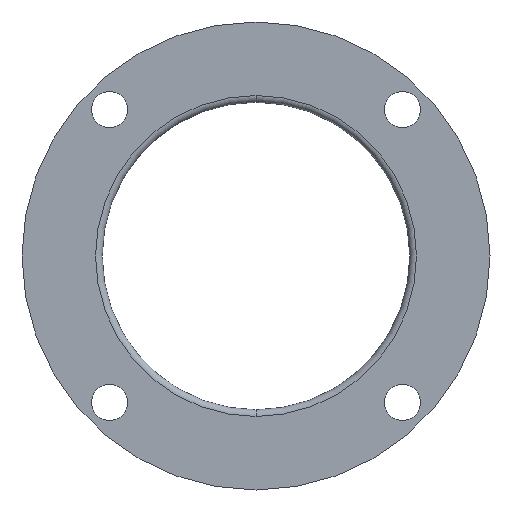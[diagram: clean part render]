
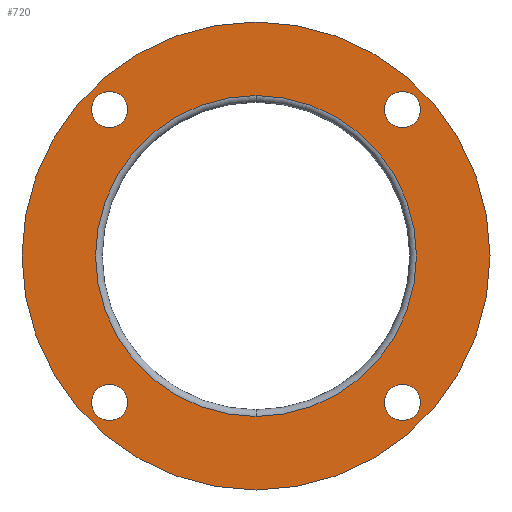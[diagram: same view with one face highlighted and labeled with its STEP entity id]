
A CAD part, front view. The second image highlights one B-rep face of the part: STEP entity #720.
In plain terms, the highlighted planar face has unit normal (0, -1, 0).
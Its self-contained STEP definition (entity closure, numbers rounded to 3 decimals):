
#8 = AXIS2_PLACEMENT_3D ( 'NONE', #148, #206, #21 ) ;
#18 = CARTESIAN_POINT ( 'NONE',  ( -54.75, -10.5, 54.75 ) ) ;
#21 = DIRECTION ( 'NONE',  ( 0., 0., 1. ) ) ;
#24 = CARTESIAN_POINT ( 'NONE',  ( 54.75, -10.5, 61.5 ) ) ;
#25 = ORIENTED_EDGE ( 'NONE', *, *, #361, .F. ) ;
#27 = EDGE_LOOP ( 'NONE', ( #297, #486 ) ) ;
#32 = DIRECTION ( 'NONE',  ( 0., 1., 0. ) ) ;
#34 = EDGE_CURVE ( 'NONE', #158, #458, #619, .T. ) ;
#35 = AXIS2_PLACEMENT_3D ( 'NONE', #316, #269, #671 ) ;
#45 = CIRCLE ( 'NONE', #527, 87.5 ) ;
#61 = EDGE_LOOP ( 'NONE', ( #702, #409 ) ) ;
#63 = CARTESIAN_POINT ( 'NONE',  ( -54.75, -10.5, 48. ) ) ;
#65 = CARTESIAN_POINT ( 'NONE',  ( 0., -10.5, 87.5 ) ) ;
#74 = DIRECTION ( 'NONE',  ( 0., 1., 0. ) ) ;
#76 = EDGE_CURVE ( 'NONE', #291, #321, #523, .T. ) ;
#80 = AXIS2_PLACEMENT_3D ( 'NONE', #528, #473, #592 ) ;
#87 = CARTESIAN_POINT ( 'NONE',  ( 54.75, -10.5, -61.5 ) ) ;
#122 = CIRCLE ( 'NONE', #519, 60. ) ;
#125 = EDGE_CURVE ( 'NONE', #457, #637, #237, .T. ) ;
#126 = VERTEX_POINT ( 'NONE', #532 ) ;
#141 = EDGE_CURVE ( 'NONE', #217, #242, #330, .T. ) ;
#144 = DIRECTION ( 'NONE',  ( 0., 0., 1. ) ) ;
#146 = DIRECTION ( 'NONE',  ( 0., 0., 1. ) ) ;
#147 = EDGE_CURVE ( 'NONE', #321, #291, #211, .T. ) ;
#148 = CARTESIAN_POINT ( 'NONE',  ( 54.75, -10.5, -54.75 ) ) ;
#150 = EDGE_LOOP ( 'NONE', ( #617, #216 ) ) ;
#158 = VERTEX_POINT ( 'NONE', #355 ) ;
#189 = VERTEX_POINT ( 'NONE', #203 ) ;
#195 = EDGE_CURVE ( 'NONE', #288, #126, #122, .T. ) ;
#197 = FACE_OUTER_BOUND ( 'NONE', #709, .T. ) ;
#200 = ORIENTED_EDGE ( 'NONE', *, *, #147, .T. ) ;
#203 = CARTESIAN_POINT ( 'NONE',  ( 0., -10.5, -87.5 ) ) ;
#204 = CIRCLE ( 'NONE', #270, 60. ) ;
#206 = DIRECTION ( 'NONE',  ( 0., 1., 0. ) ) ;
#211 = CIRCLE ( 'NONE', #438, 6.75 ) ;
#216 = ORIENTED_EDGE ( 'NONE', *, *, #395, .T. ) ;
#217 = VERTEX_POINT ( 'NONE', #440 ) ;
#224 = AXIS2_PLACEMENT_3D ( 'NONE', #470, #339, #479 ) ;
#226 = PLANE ( 'NONE',  #475 ) ;
#227 = CARTESIAN_POINT ( 'NONE',  ( -54.75, -10.5, -48. ) ) ;
#232 = CARTESIAN_POINT ( 'NONE',  ( 0., -10.5, 0. ) ) ;
#237 = CIRCLE ( 'NONE', #259, 6.75 ) ;
#242 = VERTEX_POINT ( 'NONE', #63 ) ;
#253 = CARTESIAN_POINT ( 'NONE',  ( 0., -10.5, 0. ) ) ;
#259 = AXIS2_PLACEMENT_3D ( 'NONE', #630, #513, #146 ) ;
#269 = DIRECTION ( 'NONE',  ( 0., 1., 0. ) ) ;
#270 = AXIS2_PLACEMENT_3D ( 'NONE', #701, #692, #508 ) ;
#277 = CARTESIAN_POINT ( 'NONE',  ( 0., -10.5, -60. ) ) ;
#280 = DIRECTION ( 'NONE',  ( 0., 0., 1. ) ) ;
#282 = DIRECTION ( 'NONE',  ( 0., 0., 1. ) ) ;
#284 = CARTESIAN_POINT ( 'NONE',  ( -54.75, -10.5, -54.75 ) ) ;
#288 = VERTEX_POINT ( 'NONE', #277 ) ;
#291 = VERTEX_POINT ( 'NONE', #691 ) ;
#297 = ORIENTED_EDGE ( 'NONE', *, *, #690, .T. ) ;
#316 = CARTESIAN_POINT ( 'NONE',  ( 54.75, -10.5, -54.75 ) ) ;
#319 = CARTESIAN_POINT ( 'NONE',  ( -54.75, -10.5, 54.75 ) ) ;
#321 = VERTEX_POINT ( 'NONE', #227 ) ;
#330 = CIRCLE ( 'NONE', #401, 6.75 ) ;
#339 = DIRECTION ( 'NONE',  ( 0., 1., 0. ) ) ;
#353 = AXIS2_PLACEMENT_3D ( 'NONE', #18, #32, #282 ) ;
#355 = CARTESIAN_POINT ( 'NONE',  ( 54.75, -10.5, -48. ) ) ;
#357 = DIRECTION ( 'NONE',  ( 0., 0., 1. ) ) ;
#359 = DIRECTION ( 'NONE',  ( 0., 1., 0. ) ) ;
#361 = EDGE_CURVE ( 'NONE', #189, #496, #596, .T. ) ;
#364 = FACE_BOUND ( 'NONE', #541, .T. ) ;
#365 = FACE_BOUND ( 'NONE', #27, .T. ) ;
#369 = ORIENTED_EDGE ( 'NONE', *, *, #380, .T. ) ;
#380 = EDGE_CURVE ( 'NONE', #458, #158, #434, .T. ) ;
#395 = EDGE_CURVE ( 'NONE', #126, #288, #204, .T. ) ;
#400 = FACE_BOUND ( 'NONE', #516, .T. ) ;
#401 = AXIS2_PLACEMENT_3D ( 'NONE', #319, #713, #357 ) ;
#409 = ORIENTED_EDGE ( 'NONE', *, *, #550, .T. ) ;
#416 = ORIENTED_EDGE ( 'NONE', *, *, #76, .T. ) ;
#425 = CARTESIAN_POINT ( 'NONE',  ( 54.75, -10.5, 54.75 ) ) ;
#434 = CIRCLE ( 'NONE', #8, 6.75 ) ;
#438 = AXIS2_PLACEMENT_3D ( 'NONE', #284, #588, #144 ) ;
#440 = CARTESIAN_POINT ( 'NONE',  ( -54.75, -10.5, 61.5 ) ) ;
#443 = DIRECTION ( 'NONE',  ( 0., 1., 0. ) ) ;
#453 = DIRECTION ( 'NONE',  ( 0., 0., 1. ) ) ;
#457 = VERTEX_POINT ( 'NONE', #647 ) ;
#458 = VERTEX_POINT ( 'NONE', #87 ) ;
#459 = ORIENTED_EDGE ( 'NONE', *, *, #34, .T. ) ;
#460 = FACE_BOUND ( 'NONE', #61, .T. ) ;
#470 = CARTESIAN_POINT ( 'NONE',  ( -54.75, -10.5, -54.75 ) ) ;
#473 = DIRECTION ( 'NONE',  ( 0., 1., 0. ) ) ;
#475 = AXIS2_PLACEMENT_3D ( 'NONE', #232, #359, #453 ) ;
#478 = EDGE_CURVE ( 'NONE', #496, #189, #45, .T. ) ;
#479 = DIRECTION ( 'NONE',  ( 0., 0., 1. ) ) ;
#482 = CIRCLE ( 'NONE', #353, 6.75 ) ;
#486 = ORIENTED_EDGE ( 'NONE', *, *, #141, .T. ) ;
#496 = VERTEX_POINT ( 'NONE', #65 ) ;
#508 = DIRECTION ( 'NONE',  ( 0., 0., 1. ) ) ;
#513 = DIRECTION ( 'NONE',  ( 0., 1., 0. ) ) ;
#516 = EDGE_LOOP ( 'NONE', ( #416, #200 ) ) ;
#519 = AXIS2_PLACEMENT_3D ( 'NONE', #253, #546, #280 ) ;
#523 = CIRCLE ( 'NONE', #224, 6.75 ) ;
#527 = AXIS2_PLACEMENT_3D ( 'NONE', #642, #443, #549 ) ;
#528 = CARTESIAN_POINT ( 'NONE',  ( 0., -10.5, 0. ) ) ;
#532 = CARTESIAN_POINT ( 'NONE',  ( 0., -10.5, 60. ) ) ;
#539 = DIRECTION ( 'NONE',  ( 0., 0., 1. ) ) ;
#541 = EDGE_LOOP ( 'NONE', ( #369, #459 ) ) ;
#546 = DIRECTION ( 'NONE',  ( 0., 1., 0. ) ) ;
#549 = DIRECTION ( 'NONE',  ( 0., 0., 1. ) ) ;
#550 = EDGE_CURVE ( 'NONE', #637, #457, #649, .T. ) ;
#588 = DIRECTION ( 'NONE',  ( 0., 1., 0. ) ) ;
#592 = DIRECTION ( 'NONE',  ( 0., 0., 1. ) ) ;
#596 = CIRCLE ( 'NONE', #80, 87.5 ) ;
#611 = FACE_BOUND ( 'NONE', #150, .T. ) ;
#617 = ORIENTED_EDGE ( 'NONE', *, *, #195, .T. ) ;
#619 = CIRCLE ( 'NONE', #35, 6.75 ) ;
#630 = CARTESIAN_POINT ( 'NONE',  ( 54.75, -10.5, 54.75 ) ) ;
#637 = VERTEX_POINT ( 'NONE', #24 ) ;
#642 = CARTESIAN_POINT ( 'NONE',  ( 0., -10.5, 0. ) ) ;
#647 = CARTESIAN_POINT ( 'NONE',  ( 54.75, -10.5, 48. ) ) ;
#649 = CIRCLE ( 'NONE', #718, 6.75 ) ;
#671 = DIRECTION ( 'NONE',  ( 0., 0., 1. ) ) ;
#690 = EDGE_CURVE ( 'NONE', #242, #217, #482, .T. ) ;
#691 = CARTESIAN_POINT ( 'NONE',  ( -54.75, -10.5, -61.5 ) ) ;
#692 = DIRECTION ( 'NONE',  ( 0., 1., 0. ) ) ;
#693 = ORIENTED_EDGE ( 'NONE', *, *, #478, .F. ) ;
#701 = CARTESIAN_POINT ( 'NONE',  ( 0., -10.5, 0. ) ) ;
#702 = ORIENTED_EDGE ( 'NONE', *, *, #125, .T. ) ;
#709 = EDGE_LOOP ( 'NONE', ( #25, #693 ) ) ;
#713 = DIRECTION ( 'NONE',  ( 0., 1., 0. ) ) ;
#718 = AXIS2_PLACEMENT_3D ( 'NONE', #425, #74, #539 ) ;
#720 = ADVANCED_FACE ( 'NONE', ( #197, #611, #400, #364, #460, #365 ), #226, .F. ) ;
